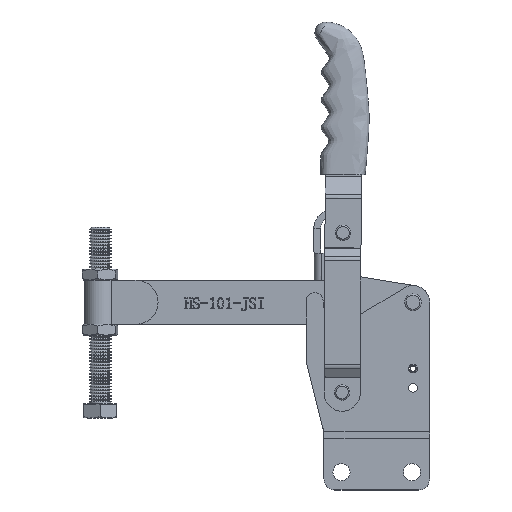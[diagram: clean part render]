
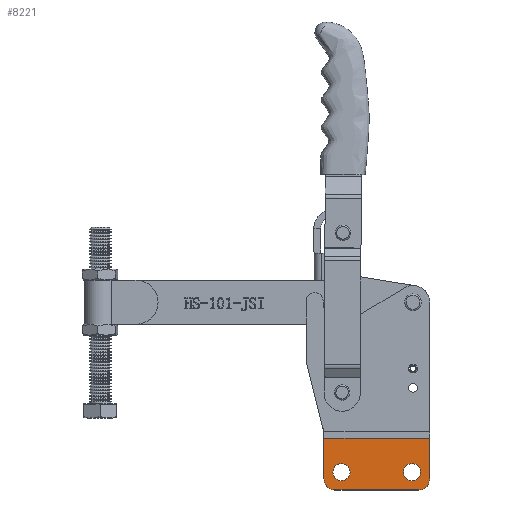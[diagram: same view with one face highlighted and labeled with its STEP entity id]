
A CAD part, top view. The second image highlights one B-rep face of the part: STEP entity #8221.
In plain terms, the highlighted planar face has unit normal (0, 0, 1).
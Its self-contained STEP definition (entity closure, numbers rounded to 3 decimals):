
#2657 = AXIS2_PLACEMENT_3D ( 'NONE', #28649, #28644, #28653 ) ;
#6515 = DIRECTION ( 'NONE',  ( 0., 1., 0. ) ) ;
#6516 = CARTESIAN_POINT ( 'NONE',  ( 0., -3.712, 5. ) ) ;
#6745 = ORIENTED_EDGE ( 'NONE', *, *, #13811, .F. ) ;
#6792 = ORIENTED_EDGE ( 'NONE', *, *, #13832, .F. ) ;
#6793 = ORIENTED_EDGE ( 'NONE', *, *, #13867, .T. ) ;
#6794 = ORIENTED_EDGE ( 'NONE', *, *, #13503, .F. ) ;
#6795 = ORIENTED_EDGE ( 'NONE', *, *, #13799, .F. ) ;
#6866 = ORIENTED_EDGE ( 'NONE', *, *, #13825, .T. ) ;
#6868 = ORIENTED_EDGE ( 'NONE', *, *, #13830, .T. ) ;
#6869 = ORIENTED_EDGE ( 'NONE', *, *, #13823, .F. ) ;
#6870 = ORIENTED_EDGE ( 'NONE', *, *, #13772, .T. ) ;
#6988 = ORIENTED_EDGE ( 'NONE', *, *, #13794, .F. ) ;
#8221 = ADVANCED_FACE ( 'NONE', ( #28895, #28898, #28892 ), #28651, .T. ) ;
#13503 = EDGE_CURVE ( 'NONE', #29370, #29132, #14493, .T. ) ;
#13772 = EDGE_CURVE ( 'NONE', #29250, #29122, #14656, .T. ) ;
#13794 = EDGE_CURVE ( 'NONE', #29128, #29296, #14686, .T. ) ;
#13799 = EDGE_CURVE ( 'NONE', #29132, #29130, #14687, .T. ) ;
#13811 = EDGE_CURVE ( 'NONE', #29296, #29370, #14700, .T. ) ;
#13823 = EDGE_CURVE ( 'NONE', #29316, #29128, #14711, .T. ) ;
#13825 = EDGE_CURVE ( 'NONE', #29278, #29208, #14713, .T. ) ;
#13830 = EDGE_CURVE ( 'NONE', #29122, #29250, #14714, .T. ) ;
#13832 = EDGE_CURVE ( 'NONE', #29130, #29316, #14716, .T. ) ;
#13867 = EDGE_CURVE ( 'NONE', #29208, #29278, #14736, .T. ) ;
#14493 = LINE ( 'NONE', #6516, #14497 ) ;
#14497 = VECTOR ( 'NONE', #6515, 1000. ) ;
#14656 = CIRCLE ( 'NONE', #32235, 6.15 ) ;
#14686 = LINE ( 'NONE', #15621, #14688 ) ;
#14687 = LINE ( 'NONE', #15623, #14692 ) ;
#14688 = VECTOR ( 'NONE', #15619, 1000. ) ;
#14692 = VECTOR ( 'NONE', #15631, 1000. ) ;
#14700 = CIRCLE ( 'NONE', #32239, 8. ) ;
#14711 = CIRCLE ( 'NONE', #32240, 8. ) ;
#14713 = CIRCLE ( 'NONE', #32241, 6.15 ) ;
#14714 = CIRCLE ( 'NONE', #32243, 6.15 ) ;
#14716 = LINE ( 'NONE', #15654, #14718 ) ;
#14718 = VECTOR ( 'NONE', #15661, 1000. ) ;
#14736 = CIRCLE ( 'NONE', #32250, 6.15 ) ;
#15603 = CARTESIAN_POINT ( 'NONE',  ( 63.5, -28.512, 5. ) ) ;
#15604 = DIRECTION ( 'NONE',  ( 0., 0., -1. ) ) ;
#15605 = DIRECTION ( 'NONE',  ( 0., 1., 0. ) ) ;
#15619 = DIRECTION ( 'NONE',  ( -1., 0., 0. ) ) ;
#15621 = CARTESIAN_POINT ( 'NONE',  ( 8., -41.312, 5. ) ) ;
#15623 = CARTESIAN_POINT ( 'NONE',  ( 0., -4.212, 5. ) ) ;
#15631 = DIRECTION ( 'NONE',  ( 1., 0., 0. ) ) ;
#15644 = CARTESIAN_POINT ( 'NONE',  ( 8., -33.312, 5. ) ) ;
#15645 = DIRECTION ( 'NONE',  ( 0., 0., -1. ) ) ;
#15646 = DIRECTION ( 'NONE',  ( 0., -1., 0. ) ) ;
#15654 = CARTESIAN_POINT ( 'NONE',  ( 76.2, -33.312, 5. ) ) ;
#15655 = CARTESIAN_POINT ( 'NONE',  ( 68.2, -33.312, 5. ) ) ;
#15656 = DIRECTION ( 'NONE',  ( 0., 0., -1. ) ) ;
#15657 = DIRECTION ( 'NONE',  ( 0., -1., 0. ) ) ;
#15658 = CARTESIAN_POINT ( 'NONE',  ( 12.7, -28.512, 5. ) ) ;
#15659 = DIRECTION ( 'NONE',  ( 0., 0., -1. ) ) ;
#15660 = DIRECTION ( 'NONE',  ( 0., 1., 0. ) ) ;
#15661 = DIRECTION ( 'NONE',  ( 0., -1., 0. ) ) ;
#15665 = CARTESIAN_POINT ( 'NONE',  ( 63.5, -28.512, 5. ) ) ;
#15666 = DIRECTION ( 'NONE',  ( 0., 0., -1. ) ) ;
#15667 = DIRECTION ( 'NONE',  ( 0., 1., 0. ) ) ;
#15705 = CARTESIAN_POINT ( 'NONE',  ( 12.7, -28.512, 5. ) ) ;
#15706 = DIRECTION ( 'NONE',  ( 0., 0., -1. ) ) ;
#15707 = DIRECTION ( 'NONE',  ( 0., 1., 0. ) ) ;
#22260 = CARTESIAN_POINT ( 'NONE',  ( 63.5, -22.362, 5. ) ) ;
#22263 = CARTESIAN_POINT ( 'NONE',  ( 68.2, -41.312, 5. ) ) ;
#22264 = CARTESIAN_POINT ( 'NONE',  ( 76.2, -4.212, 5. ) ) ;
#22265 = CARTESIAN_POINT ( 'NONE',  ( 0., -4.212, 5. ) ) ;
#22303 = CARTESIAN_POINT ( 'NONE',  ( 12.7, -34.662, 5. ) ) ;
#22324 = CARTESIAN_POINT ( 'NONE',  ( 63.5, -34.662, 5. ) ) ;
#22338 = CARTESIAN_POINT ( 'NONE',  ( 12.7, -22.362, 5. ) ) ;
#22347 = CARTESIAN_POINT ( 'NONE',  ( 8., -41.312, 5. ) ) ;
#22357 = CARTESIAN_POINT ( 'NONE',  ( 76.2, -33.312, 5. ) ) ;
#22384 = CARTESIAN_POINT ( 'NONE',  ( 0., -33.312, 5. ) ) ;
#28644 = DIRECTION ( 'NONE',  ( 0., 0., 1. ) ) ;
#28649 = CARTESIAN_POINT ( 'NONE',  ( 68.2, -33.312, 5. ) ) ;
#28651 = PLANE ( 'NONE',  #2657 ) ;
#28653 = DIRECTION ( 'NONE',  ( 0., -1., 0. ) ) ;
#28892 = FACE_OUTER_BOUND ( 'NONE', #34065, .T. ) ;
#28895 = FACE_BOUND ( 'NONE', #33847, .T. ) ;
#28898 = FACE_BOUND ( 'NONE', #33874, .T. ) ;
#29122 = VERTEX_POINT ( 'NONE', #22260 ) ;
#29128 = VERTEX_POINT ( 'NONE', #22263 ) ;
#29130 = VERTEX_POINT ( 'NONE', #22264 ) ;
#29132 = VERTEX_POINT ( 'NONE', #22265 ) ;
#29208 = VERTEX_POINT ( 'NONE', #22303 ) ;
#29250 = VERTEX_POINT ( 'NONE', #22324 ) ;
#29278 = VERTEX_POINT ( 'NONE', #22338 ) ;
#29296 = VERTEX_POINT ( 'NONE', #22347 ) ;
#29316 = VERTEX_POINT ( 'NONE', #22357 ) ;
#29370 = VERTEX_POINT ( 'NONE', #22384 ) ;
#32235 = AXIS2_PLACEMENT_3D ( 'NONE', #15603, #15604, #15605 ) ;
#32239 = AXIS2_PLACEMENT_3D ( 'NONE', #15644, #15645, #15646 ) ;
#32240 = AXIS2_PLACEMENT_3D ( 'NONE', #15655, #15656, #15657 ) ;
#32241 = AXIS2_PLACEMENT_3D ( 'NONE', #15658, #15659, #15660 ) ;
#32243 = AXIS2_PLACEMENT_3D ( 'NONE', #15665, #15666, #15667 ) ;
#32250 = AXIS2_PLACEMENT_3D ( 'NONE', #15705, #15706, #15707 ) ;
#33847 = EDGE_LOOP ( 'NONE', ( #6870, #6868 ) ) ;
#33874 = EDGE_LOOP ( 'NONE', ( #6793, #6866 ) ) ;
#34065 = EDGE_LOOP ( 'NONE', ( #6792, #6795, #6794, #6745, #6988, #6869 ) ) ;
